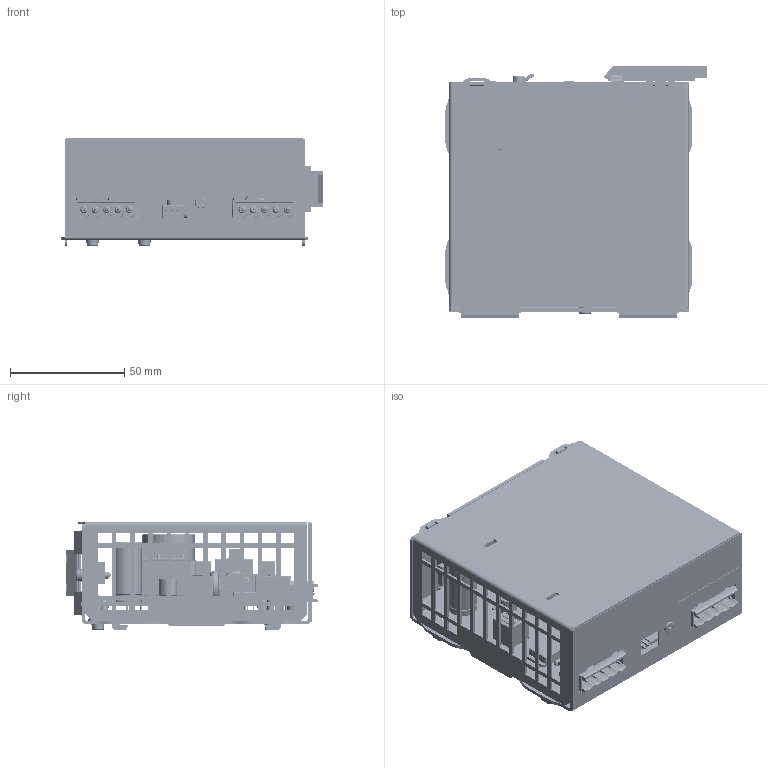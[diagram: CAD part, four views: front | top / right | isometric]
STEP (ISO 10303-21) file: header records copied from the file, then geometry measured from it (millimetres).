
FILE_DESCRIPTION((''),'2;1');
FILE_NAME('CB123A.stp','2014-01-16T12:35:14',('roland'),(''),'Autodesk Inventor 2013','Autodesk Inventor 2013','');
FILE_SCHEMA(('CONFIG_CONTROL_DESIGN'));
Length unit declared in the file: millimetre
Products named in the file (49): CB 36W Complete Drawing; CS_CB36W_A24323193A8_Assemblato; CS_CB36W_A24323193A8; Strip 2P_3; SAURO 5P p.5.0 COM059P1; S1-01-012_5; S19-00-009; SAURO 3P p.10 COM039P2; C_El_SMD_8x10_H10; SO-08; SMC; Diodo SOD80; CNY17; Perno Trimmer Piccolo; Potenziometro CA9H2.5 Verticale; C_El_D23H30P10; Ponte KBL; Fusibile 4A; NTC_D10S4; MOV D10 10N431; C_D14S4P7_5; Filtro EPCOS B8273R; NP5.035; C_Poliest_07_26H16_P22; TO220 FP; EF32_16_9 Orizzontale; EF32_16_9 Orizzontale_Alltronics; C_D14S4P10_16_Bridge; DPack; D2Pack; Led OSRAM LS A670; C_Cer_SMD_1812 4.5x3.2x2; AMP MODUII 4 Poli - TE - V-c-280371-1-l1-3d; RISONATORE_4MHZ; Rele_VEGhA; Filtro 742730023; Gehuse; Pin; C_El_D13H26; PST-4 ...
Assembly tree (71 placements, depth 4):
  CB 36W Complete Drawing
    CS_CB36W_A24323193A8_Assemblato
      CS_CB36W_A24323193A8
      Strip 2P_3
      SAURO 5P p.5.0 COM059P1
        S1-01-012_5
        S19-00-009  x5
      SAURO 3P p.10 COM039P2
        S1-01-012_5
        S19-00-009  x3
      C_El_SMD_8x10_H10  x2
      SO-08  x3
      SMC
      Diodo SOD80
      CNY17
      Perno Trimmer Piccolo
      Potenziometro CA9H2.5 Verticale
      C_El_D23H30P10
      Ponte KBL
      Fusibile 4A
      NTC_D10S4
      MOV D10 10N431
      C_D14S4P7_5  x2
      Filtro EPCOS B8273R
      NP5.035
      C_Poliest_07_26H16_P22  x2
      TO220 FP  x2
      EF32_16_9 Orizzontale
      EF32_16_9 Orizzontale_Alltronics
      C_D14S4P10_16_Bridge
      DPack
      D2Pack
      Led OSRAM LS A670  x2
      C_Cer_SMD_1812 4.5x3.2x2  x2
      AMP MODUII 4 Poli - TE - V-c-280371-1-l1-3d
      RISONATORE_4MHZ
      Rele_VEGhA
      Filtro 742730023
        Gehuse
        Pin  x4
      C_El_D13H26
      PST-4  x3
    M3M.00C.041 Coperchio CB1224xA CS A5
    Screw GB_T 2171.1 M3 x 6
    Screw GB_T 2171.1 M3 x 13 Autofilettante  x3
    MHN.478.0FGA3_Barretta CB36W-UPS-PST4820
    MGP.451.90MA5_Gancio Din
    Etichetta CB 36W M4D.105
    M3M.00F.041A2 Fondo CB1224xA - CB36W UNI
      M3M.00F.041A2 Fondo CB1224xA - CB36W UNI
      SOS-440-4
Bounding box: 114.5 x 110.21 x 47.6 mm (x, y, z)
Volume: 150417.5 mm3; surface area: 167749.2 mm2
Topology: 223 solids, 239 shells, 7325 faces, 18130 edges, 10983 vertices
Faces by surface type: plane 3569, cylinder 2190, bspline 572, torus 513, sphere 386, cone 95
Full cylindrical faces by diameter (mm): 0.3 x6, 0.6 x32, 0.7 x4, 0.8 x39, 1 x93, 1.3 x4, 1.55 x2, 1.6 x2, 2 x5, 2.4 x2, 2.464 x1, 2.5 x2, 2.675 x4, 2.75 x10, 2.8 x5, 3 x21, 3.02 x2, 3.1 x2, 3.3 x2, 3.5 x1, 3.8 x3, 4.3 x6, 5 x7, 5.594 x1, 6 x5, 8 x4, 9 x3, 13 x2, 16 x2, 23 x2
Entity records: 157719 total; most frequent: CARTESIAN_POINT 33814, DIRECTION 25596, ORIENTED_EDGE 24264, EDGE_CURVE 12152, AXIS2_PLACEMENT_3D 8917, VECTOR 7762, LINE 7762, VERTEX_POINT 7616
